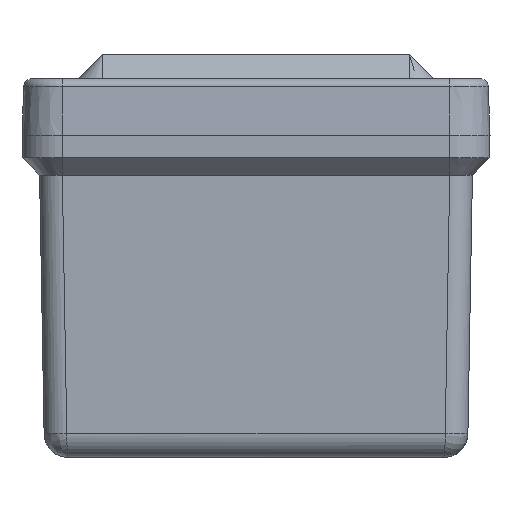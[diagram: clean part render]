
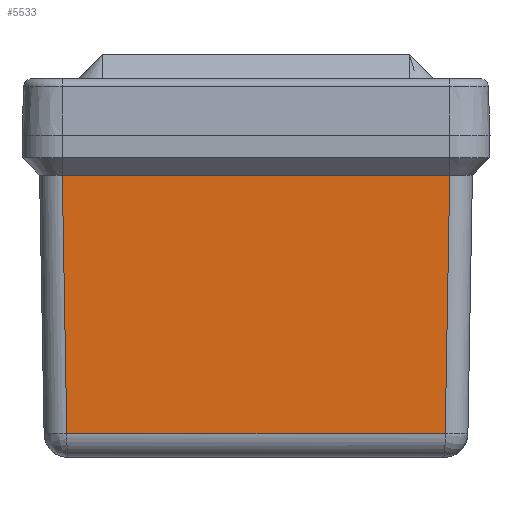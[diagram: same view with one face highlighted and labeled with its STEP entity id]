
A CAD part, front view. The second image highlights one B-rep face of the part: STEP entity #5533.
In plain terms, the highlighted face is planar.
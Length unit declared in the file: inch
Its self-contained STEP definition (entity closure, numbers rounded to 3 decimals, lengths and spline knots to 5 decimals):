
#285=LINE($,#9368,#717);
#286=LINE($,#9371,#718);
#287=LINE($,#9373,#719);
#288=LINE($,#9375,#720);
#289=LINE($,#9377,#721);
#290=LINE($,#9378,#722);
#717=VECTOR($,#7016,2.93096);
#718=VECTOR($,#7019,2.00268);
#719=VECTOR($,#7020,0.00043);
#720=VECTOR($,#7021,3.);
#721=VECTOR($,#7022,0.00043);
#722=VECTOR($,#7023,2.00268);
#1360=FACE_OUTER_BOUND($,#1706,.T.);
#1706=EDGE_LOOP($,(#4108,#4109,#4110,#4111,#4112,#4113));
#2464=VERTEX_POINT($,#9023);
#2466=VERTEX_POINT($,#9249);
#2468=VERTEX_POINT($,#9370);
#2469=VERTEX_POINT($,#9372);
#2470=VERTEX_POINT($,#9374);
#2471=VERTEX_POINT($,#9376);
#3087=EDGE_CURVE($,#2466,#2464,#285,.T.);
#3088=EDGE_CURVE($,#2468,#2466,#286,.T.);
#3089=EDGE_CURVE($,#2468,#2469,#287,.T.);
#3090=EDGE_CURVE($,#2470,#2469,#288,.T.);
#3091=EDGE_CURVE($,#2470,#2471,#289,.T.);
#3092=EDGE_CURVE($,#2464,#2471,#290,.T.);
#4108=ORIENTED_EDGE($,*,*,#3087,.F.);
#4109=ORIENTED_EDGE($,*,*,#3088,.F.);
#4110=ORIENTED_EDGE($,*,*,#3089,.T.);
#4111=ORIENTED_EDGE($,*,*,#3090,.F.);
#4112=ORIENTED_EDGE($,*,*,#3091,.T.);
#4113=ORIENTED_EDGE($,*,*,#3092,.F.);
#5327=PLANE($,#5981);
#5533=ADVANCED_FACE($,(#1360),#5327,.T.);
#5981=AXIS2_PLACEMENT_3D($,#9369,#7017,#7018);
#7016=DIRECTION($,(-1.,0.,0.));
#7017=DIRECTION('center_axis',(0.,-0.017,1.));
#7018=DIRECTION('ref_axis',(-1.,0.,0.));
#7019=DIRECTION($,(-0.017,-1.,-0.017));
#7020=DIRECTION($,(-1.,0.,0.));
#7021=DIRECTION($,(1.,0.,0.));
#7022=DIRECTION($,(-1.,0.,0.));
#7023=DIRECTION($,(-0.017,1.,0.017));
#9023=CARTESIAN_POINT('',(-1.46548,0.18423,6.72035));
#9249=CARTESIAN_POINT('',(1.46548,0.18423,6.72035));
#9368=CARTESIAN_POINT($,(1.46548,0.18423,6.72035));
#9369=CARTESIAN_POINT('Origin',(1.5,2.1863,6.7553));
#9370=CARTESIAN_POINT('',(1.50043,2.1863,6.7553));
#9371=CARTESIAN_POINT($,(1.50043,2.1863,6.7553));
#9372=CARTESIAN_POINT('',(1.5,2.1863,6.7553));
#9373=CARTESIAN_POINT($,(1.50043,2.1863,6.7553));
#9374=CARTESIAN_POINT('',(-1.5,2.1863,6.7553));
#9375=CARTESIAN_POINT($,(-1.5,2.1863,6.7553));
#9376=CARTESIAN_POINT('',(-1.50043,2.1863,6.7553));
#9377=CARTESIAN_POINT($,(-1.5,2.1863,6.7553));
#9378=CARTESIAN_POINT($,(-1.46548,0.18423,6.72035));
